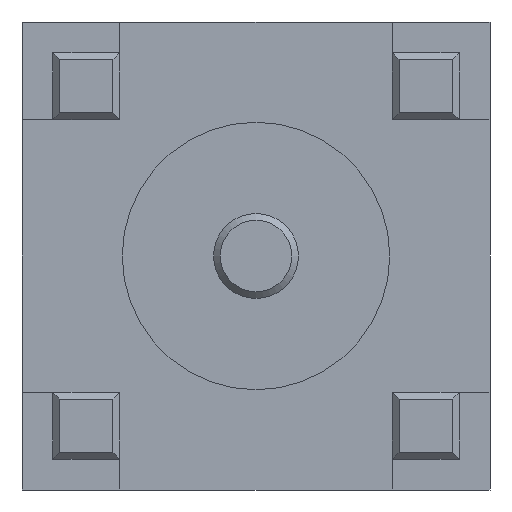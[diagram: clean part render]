
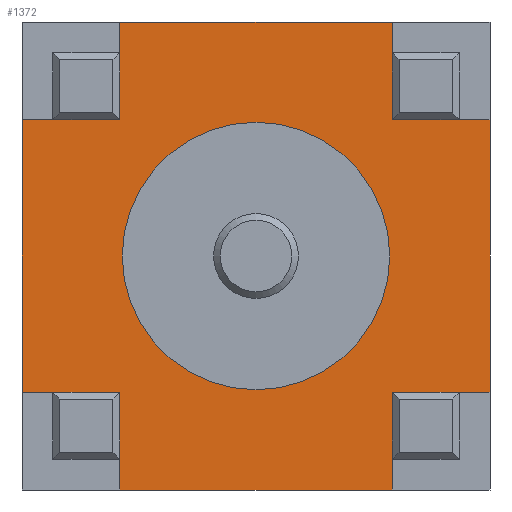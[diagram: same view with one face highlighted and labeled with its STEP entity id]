
A CAD part, front view. The second image highlights one B-rep face of the part: STEP entity #1372.
In plain terms, the highlighted planar face has unit normal (0, -1, 0).
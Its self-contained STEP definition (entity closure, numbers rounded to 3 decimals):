
#24=FACE_BOUND('',#241,.T.);
#68=PLANE('',#1488);
#151=FACE_OUTER_BOUND('',#240,.T.);
#240=EDGE_LOOP('',(#1191,#1192,#1193,#1194,#1195,#1196,#1197,#1198,#1199,
#1200,#1201,#1202));
#241=EDGE_LOOP('',(#1203));
#262=CIRCLE('',#1451,2.);
#337=LINE('',#2305,#475);
#344=LINE('',#2318,#482);
#360=LINE('',#2352,#498);
#379=LINE('',#2391,#517);
#415=LINE('',#3224,#553);
#421=LINE('',#3235,#559);
#423=LINE('',#3239,#561);
#424=LINE('',#3241,#562);
#425=LINE('',#3243,#563);
#426=LINE('',#3244,#564);
#427=LINE('',#3245,#565);
#428=LINE('',#3246,#566);
#475=VECTOR('',#1584,10.);
#482=VECTOR('',#1593,10.);
#498=VECTOR('',#1621,10.);
#517=VECTOR('',#1654,10.);
#553=VECTOR('',#1782,10.);
#559=VECTOR('',#1790,10.);
#561=VECTOR('',#1794,10.);
#562=VECTOR('',#1795,10.);
#563=VECTOR('',#1796,10.);
#564=VECTOR('',#1797,10.);
#565=VECTOR('',#1798,10.);
#566=VECTOR('',#1799,10.);
#626=VERTEX_POINT('',#2302);
#627=VERTEX_POINT('',#2304);
#632=VERTEX_POINT('',#2316);
#643=VERTEX_POINT('',#2349);
#644=VERTEX_POINT('',#2351);
#656=VERTEX_POINT('',#2388);
#657=VERTEX_POINT('',#2390);
#670=VERTEX_POINT('',#2434);
#694=VERTEX_POINT('',#3222);
#698=VERTEX_POINT('',#3233);
#699=VERTEX_POINT('',#3238);
#700=VERTEX_POINT('',#3240);
#701=VERTEX_POINT('',#3242);
#765=EDGE_CURVE('',#626,#627,#337,.T.);
#772=EDGE_CURVE('',#632,#626,#344,.T.);
#788=EDGE_CURVE('',#643,#644,#360,.T.);
#807=EDGE_CURVE('',#656,#657,#379,.T.);
#828=EDGE_CURVE('',#670,#670,#262,.T.);
#867=EDGE_CURVE('',#694,#632,#415,.T.);
#873=EDGE_CURVE('',#698,#643,#421,.T.);
#875=EDGE_CURVE('',#699,#698,#423,.T.);
#876=EDGE_CURVE('',#700,#699,#424,.T.);
#877=EDGE_CURVE('',#701,#700,#425,.T.);
#878=EDGE_CURVE('',#657,#701,#426,.T.);
#879=EDGE_CURVE('',#627,#656,#427,.T.);
#880=EDGE_CURVE('',#644,#694,#428,.T.);
#1191=ORIENTED_EDGE('',*,*,#788,.F.);
#1192=ORIENTED_EDGE('',*,*,#873,.F.);
#1193=ORIENTED_EDGE('',*,*,#875,.F.);
#1194=ORIENTED_EDGE('',*,*,#876,.F.);
#1195=ORIENTED_EDGE('',*,*,#877,.F.);
#1196=ORIENTED_EDGE('',*,*,#878,.F.);
#1197=ORIENTED_EDGE('',*,*,#807,.F.);
#1198=ORIENTED_EDGE('',*,*,#879,.F.);
#1199=ORIENTED_EDGE('',*,*,#765,.F.);
#1200=ORIENTED_EDGE('',*,*,#772,.F.);
#1201=ORIENTED_EDGE('',*,*,#867,.F.);
#1202=ORIENTED_EDGE('',*,*,#880,.F.);
#1203=ORIENTED_EDGE('',*,*,#828,.T.);
#1372=ADVANCED_FACE('',(#151,#24),#68,.F.);
#1451=AXIS2_PLACEMENT_3D('',#2435,#1695,#1696);
#1488=AXIS2_PLACEMENT_3D('',#3237,#1792,#1793);
#1584=DIRECTION('',(0.,0.,1.));
#1593=DIRECTION('',(1.,0.,0.));
#1621=DIRECTION('',(0.,0.,1.));
#1654=DIRECTION('',(0.,0.,-1.));
#1695=DIRECTION('center_axis',(0.,1.,0.));
#1696=DIRECTION('ref_axis',(1.,0.,0.));
#1782=DIRECTION('',(0.,0.,1.));
#1790=DIRECTION('',(-1.,0.,0.));
#1792=DIRECTION('center_axis',(0.,1.,0.));
#1793=DIRECTION('ref_axis',(0.,0.,1.));
#1794=DIRECTION('',(0.,0.,-1.));
#1795=DIRECTION('',(-1.,0.,0.));
#1796=DIRECTION('',(0.,0.,-1.));
#1797=DIRECTION('',(1.,0.,0.));
#1798=DIRECTION('',(1.,0.,0.));
#1799=DIRECTION('',(-1.,0.,0.));
#2302=CARTESIAN_POINT('',(-2.04,0.5,2.04));
#2304=CARTESIAN_POINT('',(-2.04,0.5,3.5));
#2305=CARTESIAN_POINT('',(-2.04,0.5,3.04));
#2316=CARTESIAN_POINT('',(-3.5,0.5,2.04));
#2318=CARTESIAN_POINT('',(-2.04,0.5,2.04));
#2349=CARTESIAN_POINT('',(-2.04,0.5,-3.5));
#2351=CARTESIAN_POINT('',(-2.04,0.5,-2.04));
#2352=CARTESIAN_POINT('',(-2.04,0.5,-2.04));
#2388=CARTESIAN_POINT('',(2.04,0.5,3.5));
#2390=CARTESIAN_POINT('',(2.04,0.5,2.04));
#2391=CARTESIAN_POINT('',(2.04,0.5,2.04));
#2434=CARTESIAN_POINT('',(-2.,0.5,0.));
#2435=CARTESIAN_POINT('Origin',(0.,0.5,0.));
#3222=CARTESIAN_POINT('',(-3.5,0.5,-2.04));
#3224=CARTESIAN_POINT('',(-3.5,0.5,-1.75));
#3233=CARTESIAN_POINT('',(2.04,0.5,-3.5));
#3235=CARTESIAN_POINT('',(1.75,0.5,-3.5));
#3237=CARTESIAN_POINT('Origin',(0.,0.5,0.));
#3238=CARTESIAN_POINT('',(2.04,0.5,-2.04));
#3239=CARTESIAN_POINT('',(2.04,0.5,-3.04));
#3240=CARTESIAN_POINT('',(3.5,0.5,-2.04));
#3241=CARTESIAN_POINT('',(2.04,0.5,-2.04));
#3242=CARTESIAN_POINT('',(3.5,0.5,2.04));
#3243=CARTESIAN_POINT('',(3.5,0.5,1.75));
#3244=CARTESIAN_POINT('',(3.04,0.5,2.04));
#3245=CARTESIAN_POINT('',(-1.75,0.5,3.5));
#3246=CARTESIAN_POINT('',(-3.04,0.5,-2.04));
